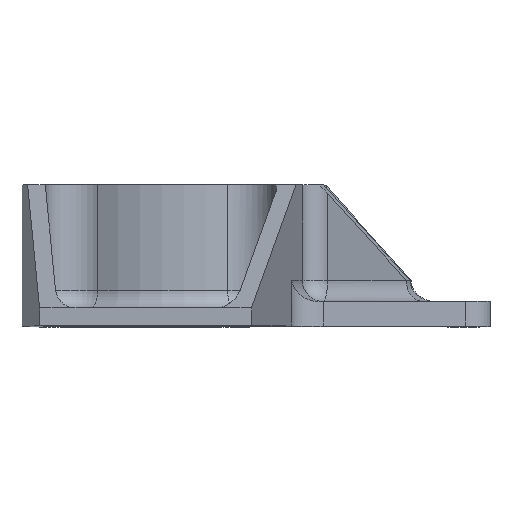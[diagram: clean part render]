
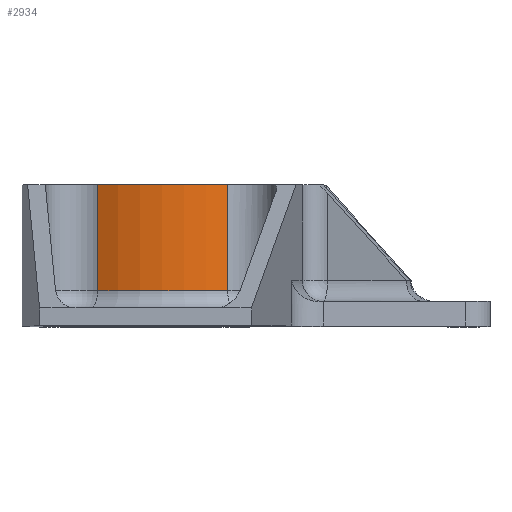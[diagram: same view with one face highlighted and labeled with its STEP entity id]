
A CAD part, top view. The second image highlights one B-rep face of the part: STEP entity #2934.
In plain terms, the highlighted cylindrical face has radius 42 mm (diameter 84 mm), a partial arc.
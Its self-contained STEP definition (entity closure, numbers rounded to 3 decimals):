
#1846=CARTESIAN_POINT('Vertex',(-20.541,53.,36.634)) ;
#1849=CARTESIAN_POINT('Axis2P3D Location',(0.,53.,0.)) ;
#1853=CARTESIAN_POINT('Vertex',(16.206,53.,38.747)) ;
#2770=CARTESIAN_POINT('Axis2P3D Location',(0.,33.,0.)) ;
#2896=CARTESIAN_POINT('Vertex',(-20.541,23.,36.634)) ;
#2899=CARTESIAN_POINT('Line Origine',(-20.541,35.5,36.634)) ;
#2916=CARTESIAN_POINT('Line Origine',(16.206,32.95,38.747)) ;
#2920=CARTESIAN_POINT('Vertex',(16.206,23.,38.747)) ;
#2923=CARTESIAN_POINT('Axis2P3D Location',(0.,23.,0.)) ;
#1850=DIRECTION('Axis2P3D Direction',(0.,1.,0.)) ;
#2771=DIRECTION('Axis2P3D Direction',(0.,1.,0.)) ;
#2772=DIRECTION('Axis2P3D XDirection',(0.878,0.,-0.479)) ;
#2900=DIRECTION('Vector Direction',(0.,-1.,0.)) ;
#2917=DIRECTION('Vector Direction',(0.,1.,0.)) ;
#2924=DIRECTION('Axis2P3D Direction',(0.,1.,0.)) ;
#1851=AXIS2_PLACEMENT_3D('Circle Axis2P3D',#1849,#1850,$) ;
#2773=AXIS2_PLACEMENT_3D('Cylinder Axis2P3D',#2770,#2771,#2772) ;
#2925=AXIS2_PLACEMENT_3D('Circle Axis2P3D',#2923,#2924,$) ;
#2929=ORIENTED_EDGE('',*,*,#2922,.T.) ;
#2930=ORIENTED_EDGE('',*,*,#1855,.T.) ;
#2931=ORIENTED_EDGE('',*,*,#2903,.F.) ;
#2932=ORIENTED_EDGE('',*,*,#2927,.T.) ;
#2901=VECTOR('Line Direction',#2900,1.) ;
#2918=VECTOR('Line Direction',#2917,1.) ;
#2934=ADVANCED_FACE('Corps principal',(#2933),#2774,.T.) ;
#1852=CIRCLE('generated circle',#1851,42.) ;
#2926=CIRCLE('generated circle',#2925,42.) ;
#2774=CYLINDRICAL_SURFACE('generated cylinder',#2773,42.) ;
#1855=EDGE_CURVE('',#1854,#1847,#1852,.F.) ;
#2903=EDGE_CURVE('',#2897,#1847,#2902,.F.) ;
#2922=EDGE_CURVE('',#2921,#1854,#2919,.T.) ;
#2927=EDGE_CURVE('',#2897,#2921,#2926,.T.) ;
#2928=EDGE_LOOP('',(#2929,#2930,#2931,#2932)) ;
#2933=FACE_OUTER_BOUND('',#2928,.T.) ;
#2902=LINE('Line',#2899,#2901) ;
#2919=LINE('Line',#2916,#2918) ;
#1847=VERTEX_POINT('',#1846) ;
#1854=VERTEX_POINT('',#1853) ;
#2897=VERTEX_POINT('',#2896) ;
#2921=VERTEX_POINT('',#2920) ;
